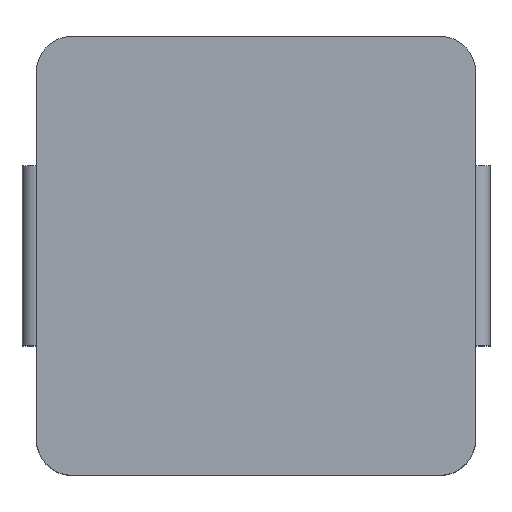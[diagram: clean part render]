
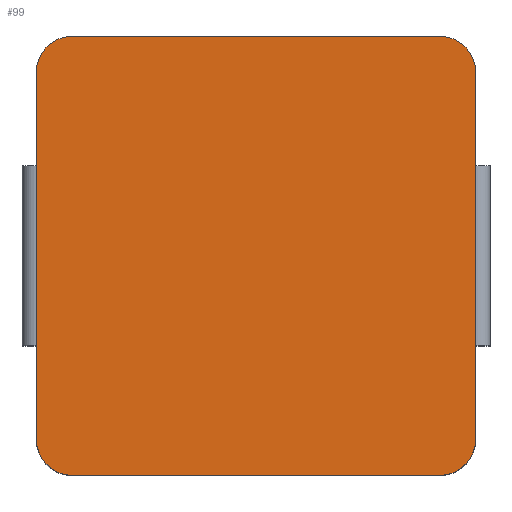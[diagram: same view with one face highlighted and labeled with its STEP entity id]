
A CAD part, top view. The second image highlights one B-rep face of the part: STEP entity #99.
In plain terms, the highlighted planar face has unit normal (0, 0, 1).
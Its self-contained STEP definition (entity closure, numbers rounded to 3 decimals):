
#4 = EDGE_CURVE ( 'NONE', #305, #743, #874, .T. ) ;
#20 = VERTEX_POINT ( 'NONE', #1533 ) ;
#27 = DIRECTION ( 'NONE',  ( 0., 0., -1. ) ) ;
#34 = AXIS2_PLACEMENT_3D ( 'NONE', #808, #1238, #1226 ) ;
#99 = ADVANCED_FACE ( 'NONE', ( #1764 ), #246, .T. ) ;
#112 = AXIS2_PLACEMENT_3D ( 'NONE', #836, #1402, #291 ) ;
#156 = LINE ( 'NONE', #1255, #717 ) ;
#159 = ORIENTED_EDGE ( 'NONE', *, *, #975, .T. ) ;
#227 = VERTEX_POINT ( 'NONE', #1710 ) ;
#246 = PLANE ( 'NONE',  #34 ) ;
#291 = DIRECTION ( 'NONE',  ( -1., 0., 0. ) ) ;
#305 = VERTEX_POINT ( 'NONE', #942 ) ;
#323 = EDGE_CURVE ( 'NONE', #20, #1340, #1365, .T. ) ;
#380 = VERTEX_POINT ( 'NONE', #934 ) ;
#407 = VECTOR ( 'NONE', #1083, 1000. ) ;
#425 = CARTESIAN_POINT ( 'NONE',  ( 5.1, -6.1, 5.8 ) ) ;
#427 = ORIENTED_EDGE ( 'NONE', *, *, #759, .F. ) ;
#439 = CIRCLE ( 'NONE', #1350, 1. ) ;
#445 = DIRECTION ( 'NONE',  ( 0., 1., 0. ) ) ;
#523 = VECTOR ( 'NONE', #1736, 1000. ) ;
#532 = ORIENTED_EDGE ( 'NONE', *, *, #1439, .T. ) ;
#565 = ORIENTED_EDGE ( 'NONE', *, *, #1089, .F. ) ;
#589 = DIRECTION ( 'NONE',  ( -1., 0., 0. ) ) ;
#640 = CARTESIAN_POINT ( 'NONE',  ( 6.1, 5.1, 5.8 ) ) ;
#717 = VECTOR ( 'NONE', #445, 1000. ) ;
#743 = VERTEX_POINT ( 'NONE', #640 ) ;
#759 = EDGE_CURVE ( 'NONE', #20, #227, #1629, .T. ) ;
#791 = DIRECTION ( 'NONE',  ( -1., 0., 0. ) ) ;
#808 = CARTESIAN_POINT ( 'NONE',  ( 0., 0., 5.8 ) ) ;
#834 = CARTESIAN_POINT ( 'NONE',  ( 0., -6.1, 5.8 ) ) ;
#836 = CARTESIAN_POINT ( 'NONE',  ( 5.1, 5.1, 5.8 ) ) ;
#874 = CIRCLE ( 'NONE', #112, 1. ) ;
#922 = ORIENTED_EDGE ( 'NONE', *, *, #323, .T. ) ;
#934 = CARTESIAN_POINT ( 'NONE',  ( -5.1, -6.1, 5.8 ) ) ;
#942 = CARTESIAN_POINT ( 'NONE',  ( 5.1, 6.1, 5.8 ) ) ;
#960 = ORIENTED_EDGE ( 'NONE', *, *, #4, .F. ) ;
#975 = EDGE_CURVE ( 'NONE', #380, #1143, #1098, .T. ) ;
#982 = ORIENTED_EDGE ( 'NONE', *, *, #999, .T. ) ;
#999 = EDGE_CURVE ( 'NONE', #1767, #743, #156, .T. ) ;
#1053 = CARTESIAN_POINT ( 'NONE',  ( -5.1, 5.1, 5.8 ) ) ;
#1059 = AXIS2_PLACEMENT_3D ( 'NONE', #1053, #1064, #791 ) ;
#1064 = DIRECTION ( 'NONE',  ( 0., 0., -1. ) ) ;
#1083 = DIRECTION ( 'NONE',  ( 0., -1., 0. ) ) ;
#1089 = EDGE_CURVE ( 'NONE', #1767, #1143, #439, .T. ) ;
#1095 = CARTESIAN_POINT ( 'NONE',  ( -6.1, 0., 5.8 ) ) ;
#1098 = LINE ( 'NONE', #834, #523 ) ;
#1106 = CARTESIAN_POINT ( 'NONE',  ( -6.1, -5.1, 5.8 ) ) ;
#1116 = AXIS2_PLACEMENT_3D ( 'NONE', #1735, #1438, #1740 ) ;
#1143 = VERTEX_POINT ( 'NONE', #425 ) ;
#1190 = EDGE_CURVE ( 'NONE', #380, #1340, #1295, .T. ) ;
#1197 = EDGE_LOOP ( 'NONE', ( #982, #960, #532, #427, #922, #1282, #159, #565 ) ) ;
#1226 = DIRECTION ( 'NONE',  ( 1., 0., 0. ) ) ;
#1238 = DIRECTION ( 'NONE',  ( 0., 0., 1. ) ) ;
#1255 = CARTESIAN_POINT ( 'NONE',  ( 6.1, 0., 5.8 ) ) ;
#1282 = ORIENTED_EDGE ( 'NONE', *, *, #1190, .F. ) ;
#1295 = CIRCLE ( 'NONE', #1116, 1. ) ;
#1302 = LINE ( 'NONE', #1690, #1418 ) ;
#1340 = VERTEX_POINT ( 'NONE', #1106 ) ;
#1350 = AXIS2_PLACEMENT_3D ( 'NONE', #1666, #27, #589 ) ;
#1365 = LINE ( 'NONE', #1095, #407 ) ;
#1402 = DIRECTION ( 'NONE',  ( 0., 0., -1. ) ) ;
#1404 = CARTESIAN_POINT ( 'NONE',  ( 6.1, -5.1, 5.8 ) ) ;
#1418 = VECTOR ( 'NONE', #1435, 1000. ) ;
#1435 = DIRECTION ( 'NONE',  ( -1., 0., 0. ) ) ;
#1438 = DIRECTION ( 'NONE',  ( 0., 0., -1. ) ) ;
#1439 = EDGE_CURVE ( 'NONE', #305, #227, #1302, .T. ) ;
#1533 = CARTESIAN_POINT ( 'NONE',  ( -6.1, 5.1, 5.8 ) ) ;
#1629 = CIRCLE ( 'NONE', #1059, 1. ) ;
#1666 = CARTESIAN_POINT ( 'NONE',  ( 5.1, -5.1, 5.8 ) ) ;
#1690 = CARTESIAN_POINT ( 'NONE',  ( 0., 6.1, 5.8 ) ) ;
#1710 = CARTESIAN_POINT ( 'NONE',  ( -5.1, 6.1, 5.8 ) ) ;
#1735 = CARTESIAN_POINT ( 'NONE',  ( -5.1, -5.1, 5.8 ) ) ;
#1736 = DIRECTION ( 'NONE',  ( 1., 0., 0. ) ) ;
#1740 = DIRECTION ( 'NONE',  ( -1., 0., 0. ) ) ;
#1764 = FACE_OUTER_BOUND ( 'NONE', #1197, .T. ) ;
#1767 = VERTEX_POINT ( 'NONE', #1404 ) ;
